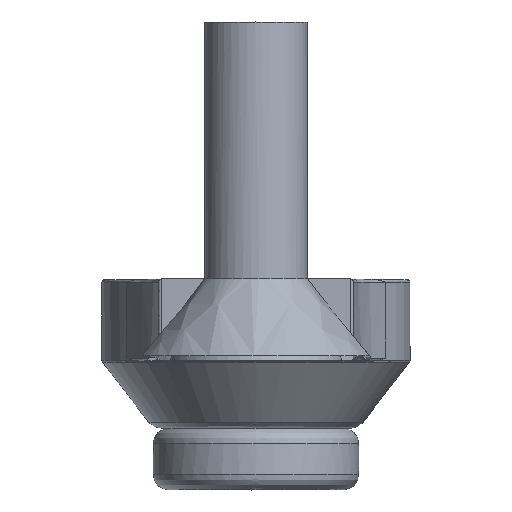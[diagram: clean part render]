
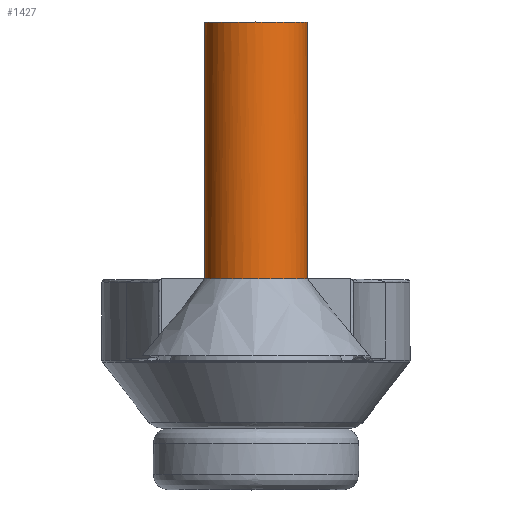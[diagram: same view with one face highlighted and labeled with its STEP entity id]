
A CAD part, top view. The second image highlights one B-rep face of the part: STEP entity #1427.
In plain terms, the highlighted free-form (B-spline) face has degree [2, 1] with [9, 2] control points.
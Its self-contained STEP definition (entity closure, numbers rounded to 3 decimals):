
#809 = VERTEX_POINT('',#810);
#810 = CARTESIAN_POINT('',(-37.552,-321.69,
    -52.242));
#815 = EDGE_CURVE('',#809,#816,#818,.T.);
#816 = VERTEX_POINT('',#817);
#817 = CARTESIAN_POINT('',(37.552,-321.69,
    -52.242));
#818 = ( BOUNDED_CURVE() B_SPLINE_CURVE(2,(#819,#820,#821),
.UNSPECIFIED.,.F.,.F.) B_SPLINE_CURVE_WITH_KNOTS((3,3),(4.089,
5.336),.PIECEWISE_BEZIER_KNOTS.) CURVE() 
GEOMETRIC_REPRESENTATION_ITEM() RATIONAL_B_SPLINE_CURVE((1.,
0.812,1.)) REPRESENTATION_ITEM('') );
#819 = CARTESIAN_POINT('',(-37.552,-321.69,
    -52.242));
#820 = CARTESIAN_POINT('',(0.,-321.69,
    -79.234));
#821 = CARTESIAN_POINT('',(37.552,-321.69,
    -52.242));
#1380 = EDGE_CURVE('',#816,#1381,#1383,.T.);
#1381 = VERTEX_POINT('',#1382);
#1382 = CARTESIAN_POINT('',(-64.338,-321.69,
    0.));
#1383 = ( BOUNDED_CURVE() B_SPLINE_CURVE(2,(#1384,#1385,#1386,#1387,
#1388),.UNSPECIFIED.,.F.,.F.) B_SPLINE_CURVE_WITH_KNOTS((3,2,3),(
    5.336,7.38,9.425),
.PIECEWISE_BEZIER_KNOTS.) CURVE() GEOMETRIC_REPRESENTATION_ITEM() 
RATIONAL_B_SPLINE_CURVE((1.,0.521,1.,0.521,1.)) 
REPRESENTATION_ITEM('') );
#1384 = CARTESIAN_POINT('',(37.552,-321.69,
    -52.242));
#1385 = CARTESIAN_POINT('',(123.047,-321.69,
    9.212));
#1386 = CARTESIAN_POINT('',(29.355,-321.69,
    57.251));
#1387 = CARTESIAN_POINT('',(-64.338,-321.69,
    105.291));
#1388 = CARTESIAN_POINT('',(-64.338,-321.69,
    0.));
#1390 = EDGE_CURVE('',#1381,#809,#1391,.T.);
#1391 = ( BOUNDED_CURVE() B_SPLINE_CURVE(2,(#1392,#1393,#1394),
.UNSPECIFIED.,.F.,.F.) B_SPLINE_CURVE_WITH_KNOTS((3,3),(3.142,
4.089),.PIECEWISE_BEZIER_KNOTS.) CURVE() 
GEOMETRIC_REPRESENTATION_ITEM() RATIONAL_B_SPLINE_CURVE((1.,
0.89,1.)) REPRESENTATION_ITEM('') );
#1392 = CARTESIAN_POINT('',(-64.338,-321.69,
    0.));
#1393 = CARTESIAN_POINT('',(-64.338,-321.69,
    -32.988));
#1394 = CARTESIAN_POINT('',(-37.552,-321.69,
    -52.242));
#1411 = EDGE_CURVE('',#1412,#1412,#1414,.T.);
#1412 = VERTEX_POINT('',#1413);
#1413 = CARTESIAN_POINT('',(-64.338,0.,
    0.));
#1414 = ( BOUNDED_CURVE() B_SPLINE_CURVE(2,(#1415,#1416,#1417,#1418,
#1419,#1420,#1421),.UNSPECIFIED.,.T.,.F.) B_SPLINE_CURVE_WITH_KNOTS((3,2
    ,2,3),(3.142,5.236,7.33,9.425),
.PIECEWISE_BEZIER_KNOTS.) CURVE() GEOMETRIC_REPRESENTATION_ITEM() 
RATIONAL_B_SPLINE_CURVE((1.,0.5,1.,0.5,1.,0.5,1.)) REPRESENTATION_ITEM(
  '') );
#1415 = CARTESIAN_POINT('',(-64.338,0.,
    0.));
#1416 = CARTESIAN_POINT('',(-64.338,0.,
    -111.437));
#1417 = CARTESIAN_POINT('',(32.169,0.,
    -55.718));
#1418 = CARTESIAN_POINT('',(128.676,0.,
    0.));
#1419 = CARTESIAN_POINT('',(32.169,0.,
    55.718));
#1420 = CARTESIAN_POINT('',(-64.338,0.,
    111.437));
#1421 = CARTESIAN_POINT('',(-64.338,0.,
    0.));
#1427 = ADVANCED_FACE('',(#1428),#1440,.T.);
#1428 = FACE_BOUND('',#1429,.T.);
#1429 = EDGE_LOOP('',(#1430,#1431,#1432,#1433,#1438,#1439));
#1430 = ORIENTED_EDGE('',*,*,#1380,.F.);
#1431 = ORIENTED_EDGE('',*,*,#815,.F.);
#1432 = ORIENTED_EDGE('',*,*,#1390,.F.);
#1433 = ORIENTED_EDGE('',*,*,#1434,.T.);
#1434 = EDGE_CURVE('',#1381,#1412,#1435,.T.);
#1435 = B_SPLINE_CURVE_WITH_KNOTS('',1,(#1436,#1437),.UNSPECIFIED.,.F.,
  .F.,(2,2),(-125.,125.),.PIECEWISE_BEZIER_KNOTS.);
#1436 = CARTESIAN_POINT('',(-64.338,-321.69,
    0.));
#1437 = CARTESIAN_POINT('',(-64.338,0.,
    0.));
#1438 = ORIENTED_EDGE('',*,*,#1411,.T.);
#1439 = ORIENTED_EDGE('',*,*,#1434,.F.);
#1440 = ( BOUNDED_SURFACE() B_SPLINE_SURFACE(2,1,(
    (#1441,#1442)
    ,(#1443,#1444)
    ,(#1445,#1446)
    ,(#1447,#1448)
    ,(#1449,#1450)
    ,(#1451,#1452)
    ,(#1453,#1454)
    ,(#1455,#1456)
    ,(#1457,#1458
)),.UNSPECIFIED.,.T.,.F.,.F.) B_SPLINE_SURFACE_WITH_KNOTS((3,2,2,2,3),(2
    ,2),(3.142,4.189,6.283,8.378,
    9.425),(-125.,125.),.UNSPECIFIED.) 
GEOMETRIC_REPRESENTATION_ITEM() RATIONAL_B_SPLINE_SURFACE((
    (0.75,0.75)
    ,(0.75,0.75)
    ,(1.,1.)
    ,(0.5,0.5)
    ,(1.,1.)
    ,(0.5,0.5)
    ,(1.,1.)
    ,(0.75,0.75)
,(0.75,0.75))) REPRESENTATION_ITEM('') SURFACE() );
#1441 = CARTESIAN_POINT('',(-64.338,0.,
    0.));
#1442 = CARTESIAN_POINT('',(-64.338,-321.69,
    0.));
#1443 = CARTESIAN_POINT('',(-64.338,0.,
    -37.146));
#1444 = CARTESIAN_POINT('',(-64.338,-321.69,
    -37.146));
#1445 = CARTESIAN_POINT('',(-32.169,0.,
    -55.718));
#1446 = CARTESIAN_POINT('',(-32.169,-321.69,
    -55.718));
#1447 = CARTESIAN_POINT('',(64.338,0.,
    -111.437));
#1448 = CARTESIAN_POINT('',(64.338,-321.69,
    -111.437));
#1449 = CARTESIAN_POINT('',(64.338,0.,0.));
#1450 = CARTESIAN_POINT('',(64.338,-321.69,0.));
#1451 = CARTESIAN_POINT('',(64.338,0.,
    111.437));
#1452 = CARTESIAN_POINT('',(64.338,-321.69,
    111.437));
#1453 = CARTESIAN_POINT('',(-32.169,0.,
    55.718));
#1454 = CARTESIAN_POINT('',(-32.169,-321.69,
    55.718));
#1455 = CARTESIAN_POINT('',(-64.338,0.,
    37.146));
#1456 = CARTESIAN_POINT('',(-64.338,-321.69,
    37.146));
#1457 = CARTESIAN_POINT('',(-64.338,0.,
    0.));
#1458 = CARTESIAN_POINT('',(-64.338,-321.69,
    0.));
